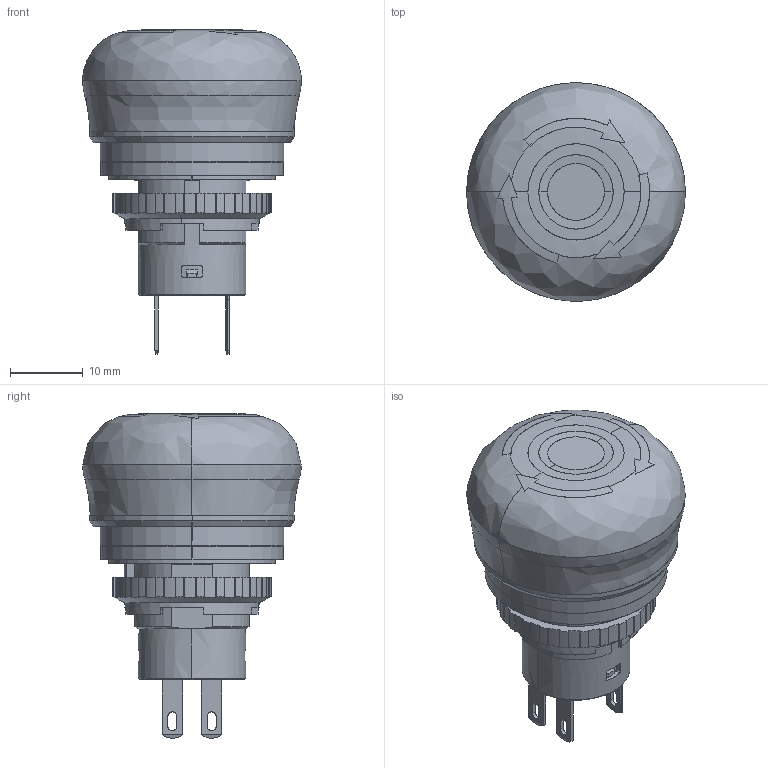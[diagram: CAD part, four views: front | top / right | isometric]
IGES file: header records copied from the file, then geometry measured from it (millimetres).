
Start section: SolidWorks IGES file using analytic representation for surfaces
Global section: file name: 8-AB6E-3BV02PTRM.IGS; native system: SolidWorks 2019; preprocessor: SolidWorks 2019; author: 1003643; date: 210310.095622; units: millimetre
Bounding box: 30 x 29.98 x 44.5 mm (x, y, z)
Surface area: 6402.9 mm2 (no closed solid volume)
Topology: 0 solids, 0 shells, 329 faces, 2860 edges, 2860 vertices
Faces by surface type: bspline 188, revolution 141
